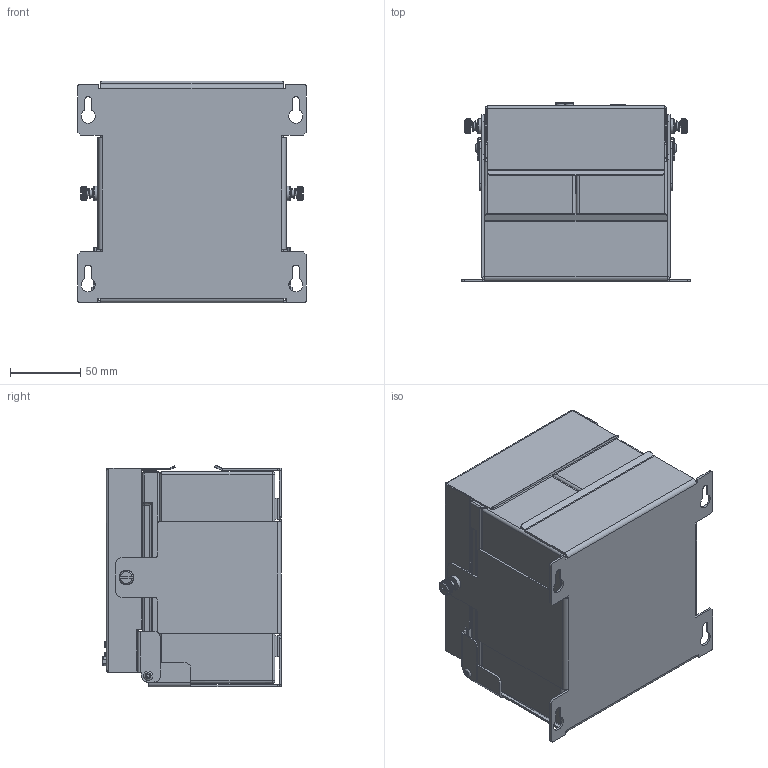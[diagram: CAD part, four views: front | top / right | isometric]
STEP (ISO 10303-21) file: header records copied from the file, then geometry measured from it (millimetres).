
FILE_DESCRIPTION(('STEP AP242'), '1');
FILE_NAME('ﾀﾍﾆﾅ.563451.001 ﾑﾁ - ﾀﾊﾁ-ﾄ7.2-24', '', ('UNSPECIFIED'), ('UNSPECIFIED'), 'C3D Converter', 'C3D Toolkit', '');
FILE_SCHEMA(('AP242_MANAGED_MODEL_BASED_3D_ENGINEERING_MIM_LF { 1 0 10303 442 1 1 4 }'));
Length unit declared in the file: millimetre
Products named in the file (63): АНЖЕ.563451.001; АНЖЕ.301179.002; АНЖЕ.301179.001; АНЖЕ.301241.001; АНЖЕ.745533.001; АНЖЕ.301262.001; АНЖЕ.745535.002; АНЖЕ.754141.002; АНЖЕ.754141.001; АНЖЕ.754141.004; АНЖЕ.754141.003; АНЖЕ.469635.171; Board; Open CASCADE STEP translator 6.8 1.1.1; X6; PBS-3R(DS-1024); X1; DG212R-THR-3.5-03P; FU2; FU_MINI_Auto; FU1; X5; DG66S-B-02P-13-00A(H); VD2; SMA_DO-214AC_2.29H_SMAJ5.0CA_Bi-directional; DA1; User_Library-IPC_SO8; ZL2; CAPC2012X127N_EIA_0805; ZL1; VD4; CircuitWorks-SOT-23; VD1; C1; X3; 01530008Z; X4; 01530009Z; X2; X_MKDS_5-2-6,35_BK_Z1L ...
Assembly tree (90 placements, depth 5):
  АНЖЕ.563451.001
    АНЖЕ.301179.002
      АНЖЕ.301179.001
        АНЖЕ.301241.001
          АНЖЕ.745533.001
          (unnamed)
          (unnamed)
        АНЖЕ.301262.001
          АНЖЕ.745535.002
          (unnamed)  x3
          (unnamed)
          (unnamed)
        (unnamed)  x2
        (unnamed)  x3
      АНЖЕ.754141.002
      АНЖЕ.754141.002
      АНЖЕ.754141.001
      АНЖЕ.754141.004  x5
      АНЖЕ.754141.003
      АНЖЕ.754141.003
      АНЖЕ.754141.004  x2
    (unnamed)  x2
    АНЖЕ.754141.001
    АНЖЕ.469635.171
      Board
        Open CASCADE STEP translator 6.8 1.1.1
      X6
        PBS-3R(DS-1024)
      X1
        DG212R-THR-3.5-03P
      FU2
        FU_MINI_Auto
      FU1
        FU_MINI_Auto
      X5
        DG66S-B-02P-13-00A(H)
      VD2
        SMA_DO-214AC_2.29H_SMAJ5.0CA_Bi-directional
      DA1
        User_Library-IPC_SO8
      ZL2
        CAPC2012X127N_EIA_0805
      ZL1
        CAPC2012X127N_EIA_0805
      VD4
        CircuitWorks-SOT-23
      VD1
        SMA_DO-214AC_2.29H_SMAJ5.0CA_Bi-directional
      C1
        CAPC2012X127N_EIA_0805
      X3
        01530008Z
      X4
        01530009Z
      X2
        X_MKDS_5-2-6,35_BK_Z1L
          LP_MKDS_5_5_00  x2
          KK_MKDS_5.1  x2
          AC_MKDS_5_Z1L  x2
          AT_MKDS_5_6_35
Bounding box: 163 x 127.5 x 158.18 mm (x, y, z)
Volume: 2004450.8 mm3; surface area: 390227.7 mm2
Topology: 78 solids, 82 shells, 5897 faces, 15959 edges, 10108 vertices
Faces by surface type: plane 4215, cylinder 1225, bspline 149, torus 114, sphere 111, cone 83
Full cylindrical faces by diameter (mm): 0.296 x1, 0.5 x8, 0.527 x1, 1.016 x4, 1.3 x3, 1.422 x8, 1.524 x16, 2.15 x2, 2.159 x2, 2.458 x3, 2.459 x2, 3 x19, 3.2 x5, 3.4 x4, 3.5 x8, 3.6 x3, 4 x2, 4.2 x6, 4.22 x2, 4.25 x2, 4.5 x4, 4.6 x7, 5.031 x2, 5.2 x4, 5.48 x2, 5.5 x7, 5.6 x2, 5.9 x4, 6 x6, 6.3 x2
Entity records: 189417 total; most frequent: CARTESIAN_POINT 57819, ORIENTED_EDGE 25050, DIRECTION 22227, EDGE_CURVE 12525, LINE 9093, VECTOR 9093, VERTEX_POINT 8163, AXIS2_PLACEMENT_3D 6567
